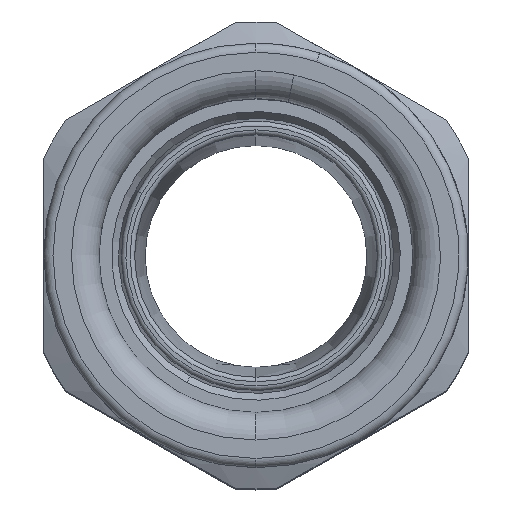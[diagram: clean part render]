
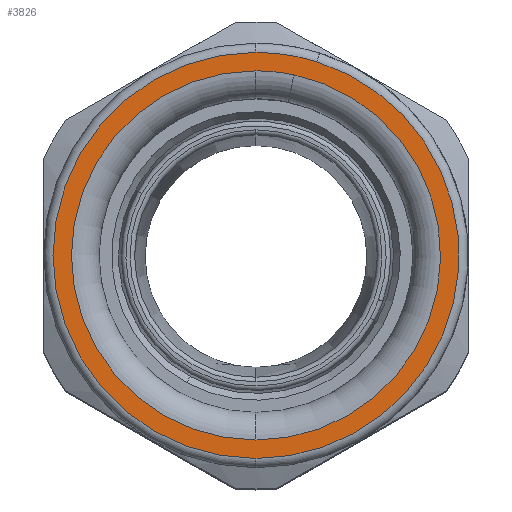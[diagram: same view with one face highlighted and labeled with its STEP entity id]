
A CAD part, top view. The second image highlights one B-rep face of the part: STEP entity #3826.
In plain terms, the highlighted planar face has unit normal (0, 0, 1).
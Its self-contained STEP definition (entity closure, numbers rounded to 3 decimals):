
#3651=AXIS2_PLACEMENT_3D('Circle Axis2P3D',#3649,#3650,$) ;
#3668=AXIS2_PLACEMENT_3D('Circle Axis2P3D',#3666,#3667,$) ;
#3692=AXIS2_PLACEMENT_3D('Circle Axis2P3D',#3690,#3691,$) ;
#3793=AXIS2_PLACEMENT_3D('Plane Axis2P3D',#3790,#3791,#3792) ;
#3802=AXIS2_PLACEMENT_3D('Circle Axis2P3D',#3800,#3801,$) ;
#3811=AXIS2_PLACEMENT_3D('Circle Axis2P3D',#3809,#3810,$) ;
#3818=AXIS2_PLACEMENT_3D('Circle Axis2P3D',#3816,#3817,$) ;
#3639=CARTESIAN_POINT('Vertex',(29.594,46.288,82.9)) ;
#3646=CARTESIAN_POINT('Vertex',(23.,47.3,82.9)) ;
#3649=CARTESIAN_POINT('Axis2P3D Location',(23.,25.3,82.9)) ;
#3666=CARTESIAN_POINT('Axis2P3D Location',(23.,25.3,82.9)) ;
#3670=CARTESIAN_POINT('Vertex',(23.,3.3,82.9)) ;
#3690=CARTESIAN_POINT('Axis2P3D Location',(23.,25.3,82.9)) ;
#3790=CARTESIAN_POINT('Axis2P3D Location',(23.,25.3,82.9)) ;
#3800=CARTESIAN_POINT('Axis2P3D Location',(23.,25.3,82.9)) ;
#3804=CARTESIAN_POINT('Vertex',(27.112,44.873,82.9)) ;
#3806=CARTESIAN_POINT('Vertex',(23.,45.3,82.9)) ;
#3809=CARTESIAN_POINT('Axis2P3D Location',(23.,25.3,82.9)) ;
#3813=CARTESIAN_POINT('Vertex',(23.,5.3,82.9)) ;
#3816=CARTESIAN_POINT('Axis2P3D Location',(23.,25.3,82.9)) ;
#3650=DIRECTION('Axis2P3D Direction',(0.,0.,1.)) ;
#3667=DIRECTION('Axis2P3D Direction',(0.,0.,1.)) ;
#3691=DIRECTION('Axis2P3D Direction',(0.,0.,1.)) ;
#3791=DIRECTION('Axis2P3D Direction',(0.,0.,1.)) ;
#3792=DIRECTION('Axis2P3D XDirection',(0.,1.,0.)) ;
#3801=DIRECTION('Axis2P3D Direction',(0.,0.,1.)) ;
#3810=DIRECTION('Axis2P3D Direction',(0.,0.,1.)) ;
#3817=DIRECTION('Axis2P3D Direction',(0.,0.,1.)) ;
#3796=ORIENTED_EDGE('',*,*,#3672,.T.) ;
#3797=ORIENTED_EDGE('',*,*,#3653,.T.) ;
#3798=ORIENTED_EDGE('',*,*,#3694,.T.) ;
#3822=ORIENTED_EDGE('',*,*,#3808,.F.) ;
#3823=ORIENTED_EDGE('',*,*,#3815,.F.) ;
#3824=ORIENTED_EDGE('',*,*,#3820,.F.) ;
#3825=FACE_BOUND('',#3821,.T.) ;
#3826=ADVANCED_FACE('Part1.1\\Koerper.2',(#3799,#3825),#3794,.T.) ;
#3652=CIRCLE('generated circle',#3651,22.) ;
#3669=CIRCLE('generated circle',#3668,22.) ;
#3693=CIRCLE('generated circle',#3692,22.) ;
#3803=CIRCLE('generated circle',#3802,20.) ;
#3812=CIRCLE('generated circle',#3811,20.) ;
#3819=CIRCLE('generated circle',#3818,20.) ;
#3653=EDGE_CURVE('',#3640,#3647,#3652,.T.) ;
#3672=EDGE_CURVE('',#3671,#3640,#3669,.T.) ;
#3694=EDGE_CURVE('',#3647,#3671,#3693,.T.) ;
#3808=EDGE_CURVE('',#3805,#3807,#3803,.T.) ;
#3815=EDGE_CURVE('',#3814,#3805,#3812,.T.) ;
#3820=EDGE_CURVE('',#3807,#3814,#3819,.T.) ;
#3795=EDGE_LOOP('',(#3796,#3797,#3798)) ;
#3821=EDGE_LOOP('',(#3822,#3823,#3824)) ;
#3799=FACE_OUTER_BOUND('',#3795,.T.) ;
#3794=PLANE('',#3793) ;
#3640=VERTEX_POINT('',#3639) ;
#3647=VERTEX_POINT('',#3646) ;
#3671=VERTEX_POINT('',#3670) ;
#3805=VERTEX_POINT('',#3804) ;
#3807=VERTEX_POINT('',#3806) ;
#3814=VERTEX_POINT('',#3813) ;
